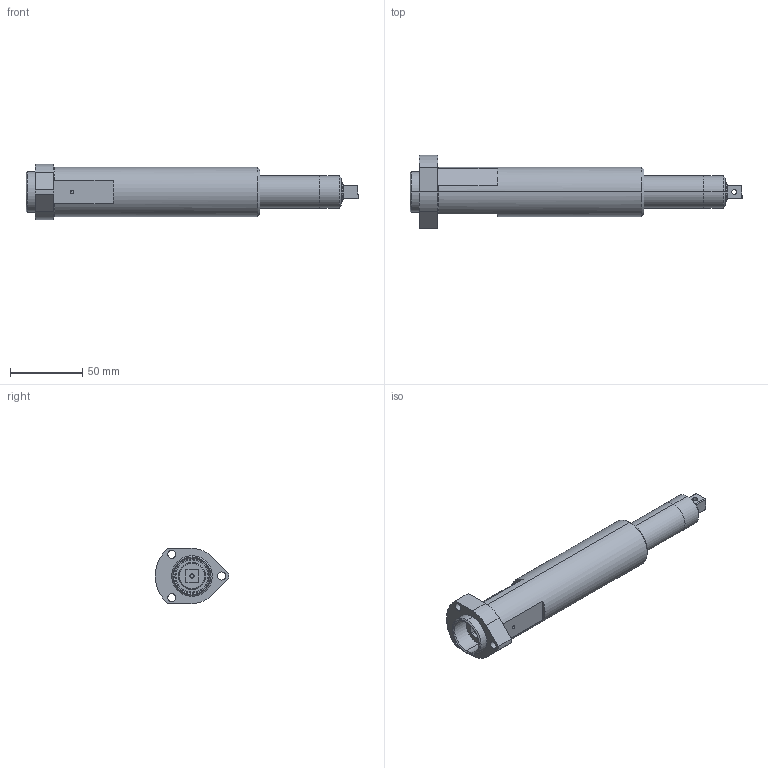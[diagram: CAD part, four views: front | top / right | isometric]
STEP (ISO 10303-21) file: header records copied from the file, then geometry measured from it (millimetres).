
FILE_DESCRIPTION (( 'STEP AP214' ), '1' );
FILE_NAME ('SA-3S1-2-38-38.STEP', '2019-04-17T13:33:11', ( '' ), ( '' ), 'SwSTEP 2.0', 'SolidWorks 2017', '' );
FILE_SCHEMA (( 'AUTOMOTIVE_DESIGN' ));
Length unit declared in the file: inch
Products named in the file (10): .125 x 3.0 LG.; SA-327_; SA-350; JTT1414; S-88-474-20-56; SA-3S1-2-38-38; R-3-88-5.78-20-1; N-3-88-.62-1; SA-082 x 1.18; J-1416
Assembly tree (9 placements, depth 3):
  SA-3S1-2-38-38
    SA-350
    SA-327_
    R-3-88-5.78-20-1
      S-88-474-20-56
      N-3-88-.62-1
      .125 x 3.0 LG.
    J-1416
    SA-082 x 1.18
    JTT1414
Bounding box: 229.74 x 50.79 x 38.1 mm (x, y, z)
Volume: 124630.7 mm3; surface area: 75840 mm2
Topology: 8 solids, 8 shells, 197 faces, 439 edges, 273 vertices
Faces by surface type: cylinder 86, plane 55, cone 46, torus 10
Entity records: 6234 total; most frequent: CARTESIAN_POINT 1198, DIRECTION 1072, ORIENTED_EDGE 878, AXIS2_PLACEMENT_3D 443, EDGE_CURVE 439, VERTEX_POINT 273, EDGE_LOOP 238, CIRCLE 233
